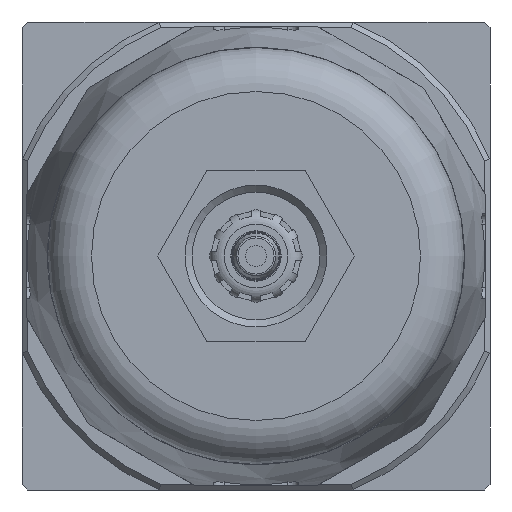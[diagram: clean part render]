
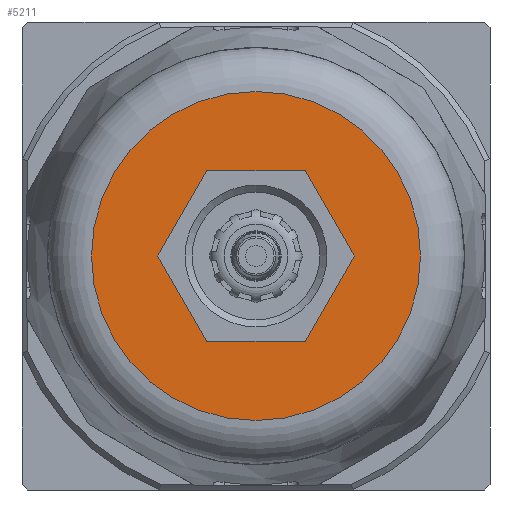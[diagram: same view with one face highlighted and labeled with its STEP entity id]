
A CAD part, front view. The second image highlights one B-rep face of the part: STEP entity #5211.
In plain terms, the highlighted planar face has unit normal (0, -1, 0).
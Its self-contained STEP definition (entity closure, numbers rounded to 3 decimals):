
#348=CIRCLE('',#5534,23.2);
#815=ORIENTED_EDGE('',*,*,#1808,.T.);
#816=ORIENTED_EDGE('',*,*,#1809,.T.);
#817=ORIENTED_EDGE('',*,*,#1810,.T.);
#818=ORIENTED_EDGE('',*,*,#1811,.T.);
#819=ORIENTED_EDGE('',*,*,#1812,.T.);
#820=ORIENTED_EDGE('',*,*,#1813,.T.);
#821=ORIENTED_EDGE('',*,*,#1814,.T.);
#1808=EDGE_CURVE('',#2334,#2334,#348,.T.);
#1809=EDGE_CURVE('',#2335,#2336,#2687,.T.);
#1810=EDGE_CURVE('',#2336,#2337,#2688,.T.);
#1811=EDGE_CURVE('',#2337,#2338,#2689,.T.);
#1812=EDGE_CURVE('',#2338,#2339,#2690,.T.);
#1813=EDGE_CURVE('',#2339,#2340,#2691,.T.);
#1814=EDGE_CURVE('',#2340,#2335,#2692,.T.);
#2334=VERTEX_POINT('',#7493);
#2335=VERTEX_POINT('',#7495);
#2336=VERTEX_POINT('',#7496);
#2337=VERTEX_POINT('',#7498);
#2338=VERTEX_POINT('',#7500);
#2339=VERTEX_POINT('',#7502);
#2340=VERTEX_POINT('',#7504);
#2687=LINE('',#7494,#2957);
#2688=LINE('',#7497,#2958);
#2689=LINE('',#7499,#2959);
#2690=LINE('',#7501,#2960);
#2691=LINE('',#7503,#2961);
#2692=LINE('',#7505,#2962);
#2957=VECTOR('',#6210,1000.);
#2958=VECTOR('',#6211,1000.);
#2959=VECTOR('',#6212,1000.);
#2960=VECTOR('',#6213,1000.);
#2961=VECTOR('',#6214,1000.);
#2962=VECTOR('',#6215,1000.);
#3252=EDGE_LOOP('',(#815));
#3253=EDGE_LOOP('',(#816,#817,#818,#819,#820,#821));
#3566=FACE_BOUND('',#3252,.T.);
#3567=FACE_BOUND('',#3253,.T.);
#3800=PLANE('',#5533);
#5211=ADVANCED_FACE('',(#3566,#3567),#3800,.F.);
#5533=AXIS2_PLACEMENT_3D('',#7491,#6206,#6207);
#5534=AXIS2_PLACEMENT_3D('',#7492,#6208,#6209);
#6206=DIRECTION('',(0.,1.,0.));
#6207=DIRECTION('',(0.,0.,1.));
#6208=DIRECTION('',(0.,-1.,0.));
#6209=DIRECTION('',(0.,0.,-1.));
#6210=DIRECTION('',(0.,0.,1.));
#6211=DIRECTION('',(0.866,0.,0.5));
#6212=DIRECTION('',(0.866,0.,-0.5));
#6213=DIRECTION('',(0.,0.,-1.));
#6214=DIRECTION('',(-0.866,0.,-0.5));
#6215=DIRECTION('',(-0.866,0.,0.5));
#7491=CARTESIAN_POINT('',(23.2,-165.,0.));
#7492=CARTESIAN_POINT('',(0.,-165.,0.));
#7493=CARTESIAN_POINT('',(0.,-165.,-23.2));
#7494=CARTESIAN_POINT('',(-12.,-165.,-6.928));
#7495=CARTESIAN_POINT('',(-12.,-165.,-6.928));
#7496=CARTESIAN_POINT('',(-12.,-165.,6.928));
#7497=CARTESIAN_POINT('',(-12.,-165.,6.928));
#7498=CARTESIAN_POINT('',(0.,-165.,13.856));
#7499=CARTESIAN_POINT('',(0.,-165.,13.856));
#7500=CARTESIAN_POINT('',(12.,-165.,6.928));
#7501=CARTESIAN_POINT('',(12.,-165.,6.928));
#7502=CARTESIAN_POINT('',(12.,-165.,-6.928));
#7503=CARTESIAN_POINT('',(12.,-165.,-6.928));
#7504=CARTESIAN_POINT('',(0.,-165.,-13.856));
#7505=CARTESIAN_POINT('',(0.,-165.,-13.856));
